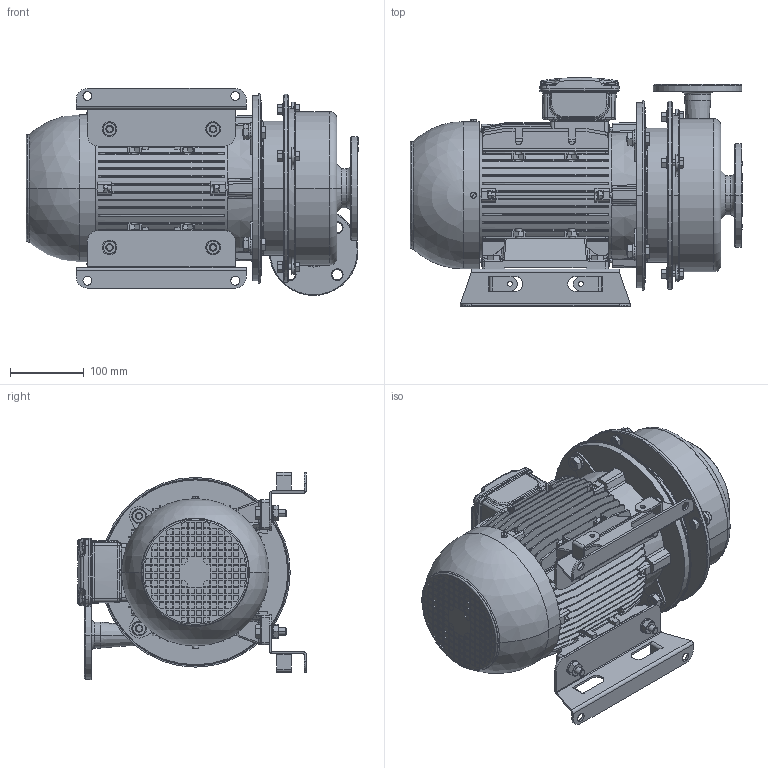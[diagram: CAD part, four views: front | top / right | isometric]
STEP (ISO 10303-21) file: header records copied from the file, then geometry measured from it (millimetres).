
FILE_DESCRIPTION (( 'STEP AP203' ), '1' );
FILE_NAME ('Ýëåêòðîíàñîñíûé àãðåãàò ÕÌ 6,3_50Ê5_5,5_2.STEP', '2016-11-03T21:40:46', ( '' ), ( '' ), 'SwSTEP 2.0', 'SolidWorks 2015', '' );
FILE_SCHEMA (( 'CONFIG_CONTROL_DESIGN' ));
Length unit declared in the file: millimetre
Products named in the file (18): 婑鳧氀 Dy50; 扻錪犩 6,3_50; Áîëò Ì10; Ýëåêòðîíàñîñíûé àãðåãàò ÕÌ 6,3_50Ê5_5,5_2; Êàñòðþëÿ (2) 6,3_50; ﾘ琺矜; Îòâîä 6,3_50; Ãàéêà; Êàñòðþëÿ (1) 6,3_50; ﾘ琺矜 ﾌ8; 楋樏襝鍱睯蜬蠈錪 100L; Ãàéêà Ì8; 冓憵 6,3_50; Áîëò Ì8; Áîëò Ì10 (äë); 婜縺蹞 6,3_50; 婑鳧氀 Dy32; Ôëàíåö ôîíàðÿ 6,3_50
Assembly tree (47 placements, depth 2):
  Ýëåêòðîíàñîñíûé àãðåãàò ÕÌ 6,3_50Ê5_5,5_2
    Áîëò Ì10  x4
    ﾘ琺矜  x8
    Ãàéêà  x8
    ﾘ琺矜 ﾌ8  x4
    Ãàéêà Ì8  x4
    Áîëò Ì8  x4
    婜縺蹞 6,3_50
    Ôëàíåö ôîíàðÿ 6,3_50
    扻錪犩 6,3_50
    Êàñòðþëÿ (2) 6,3_50
    Îòâîä 6,3_50
    Êàñòðþëÿ (1) 6,3_50
    楋樏襝鍱睯蜬蠈錪 100L
    冓憵 6,3_50  x2
    Áîëò Ì10 (äë)  x4
    婑鳧氀 Dy32
    婑鳧氀 Dy50
Bounding box: 449.05 x 309 x 280 mm (x, y, z)
Volume: 9956851.2 mm3; surface area: 1225558 mm2
Topology: 48 solids, 48 shells, 3707 faces, 9330 edges, 5929 vertices
Faces by surface type: plane 2182, cylinder 722, cone 524, torus 148, bspline 115, sphere 16
Entity records: 103296 total; most frequent: CARTESIAN_POINT 25104, ORIENTED_EDGE 16104, DIRECTION 15049, EDGE_CURVE 8052, LINE 5425, VECTOR 5425, VERTEX_POINT 5175, AXIS2_PLACEMENT_3D 4812
